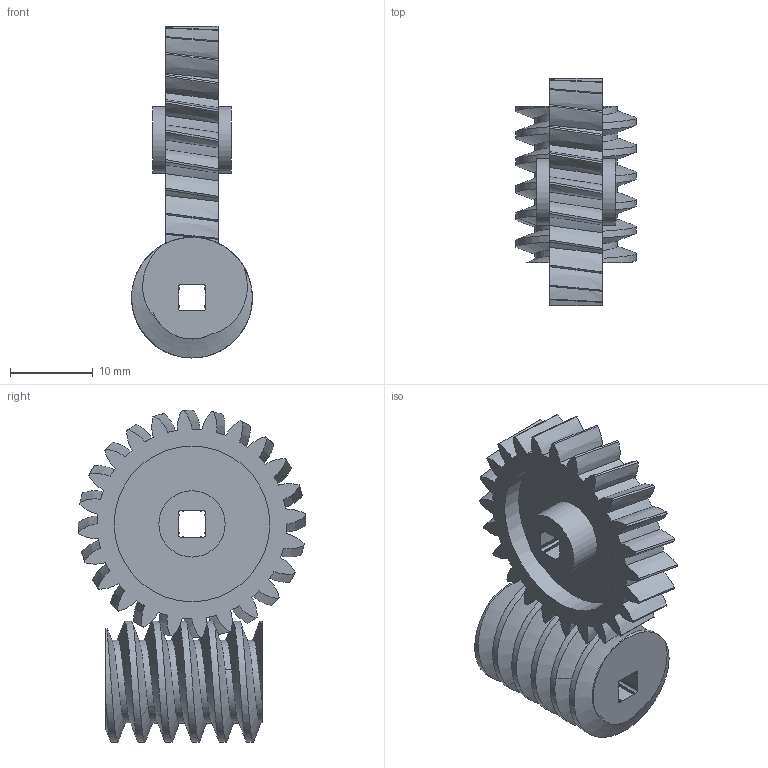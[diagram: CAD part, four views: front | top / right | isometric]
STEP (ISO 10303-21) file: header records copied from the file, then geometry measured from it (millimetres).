
FILE_DESCRIPTION(/* description */ (''),/* implementation_level */ '2;1');
FILE_NAME(/* name */ 'Worm Gear Assembly.iam.step',/* time_stamp */ '2020-04-16T23:33:27-04:00',/* author */ ('Jordan'),/* organization */ (''),/* preprocessor_version */ 'ST-DEVELOPER v17',/* originating_system */ 'Autodesk Inventor 2019',/* authorisation */ '');
FILE_SCHEMA (('AUTOMOTIVE_DESIGN { 1 0 10303 214 3 1 1 }'));
Length unit declared in the file: inch
Products named in the file (3): Worm Gear Assembly; Worm Gear; (36-Tooth) Worm Wheel
Assembly tree (2 placements, depth 2):
  Worm Gear Assembly
    Worm Gear
    (36-Tooth) Worm Wheel
Bounding box: 14.58 x 27.52 x 40.1 mm (x, y, z)
Volume: 4141.5 mm3; surface area: 4462.7 mm2
Topology: 2 solids, 2 shells, 270 faces, 801 edges, 539 vertices
Faces by surface type: plane 112, bspline 82, cylinder 76
Full cylindrical faces by diameter (mm): 8 x2, 14.582 x5, 18.8 x2
Entity records: 13599 total; most frequent: CARTESIAN_POINT 6658, ORIENTED_EDGE 1602, DIRECTION 1199, EDGE_CURVE 801, VERTEX_POINT 539, LINE 413, VECTOR 413, AXIS2_PLACEMENT_3D 393
